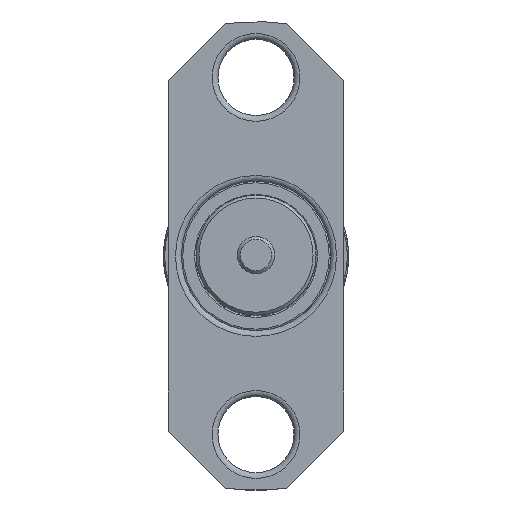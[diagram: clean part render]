
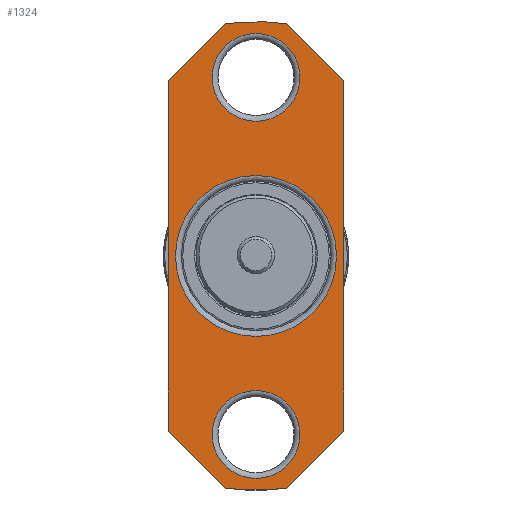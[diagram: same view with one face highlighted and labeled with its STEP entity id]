
A CAD part, top view. The second image highlights one B-rep face of the part: STEP entity #1324.
In plain terms, the highlighted planar face has unit normal (0, 0, 1).
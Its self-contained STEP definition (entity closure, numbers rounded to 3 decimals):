
#47=LINE('',#2573,#83);
#49=LINE('',#2577,#85);
#51=LINE('',#2581,#87);
#54=LINE('',#2589,#90);
#56=LINE('',#2593,#92);
#58=LINE('',#2597,#94);
#83=VECTOR('',#1599,1000.);
#85=VECTOR('',#1603,1000.);
#87=VECTOR('',#1607,1000.);
#90=VECTOR('',#1616,1000.);
#92=VECTOR('',#1620,1000.);
#94=VECTOR('',#1624,1000.);
#125=PLANE('',#1420);
#168=CIRCLE('',#1407,8.);
#169=CIRCLE('',#1412,8.);
#170=CIRCLE('',#1417,1.5);
#171=CIRCLE('',#1419,1.5);
#172=CIRCLE('',#1421,2.75);
#346=ORIENTED_EDGE('',*,*,#515,.T.);
#347=ORIENTED_EDGE('',*,*,#516,.T.);
#348=ORIENTED_EDGE('',*,*,#514,.T.);
#349=ORIENTED_EDGE('',*,*,#513,.T.);
#350=ORIENTED_EDGE('',*,*,#511,.T.);
#351=ORIENTED_EDGE('',*,*,#509,.T.);
#352=ORIENTED_EDGE('',*,*,#507,.T.);
#353=ORIENTED_EDGE('',*,*,#505,.T.);
#354=ORIENTED_EDGE('',*,*,#503,.T.);
#355=ORIENTED_EDGE('',*,*,#501,.T.);
#356=ORIENTED_EDGE('',*,*,#499,.T.);
#499=EDGE_CURVE('',#603,#602,#168,.T.);
#501=EDGE_CURVE('',#604,#603,#47,.T.);
#503=EDGE_CURVE('',#605,#604,#49,.T.);
#505=EDGE_CURVE('',#606,#605,#51,.T.);
#507=EDGE_CURVE('',#607,#606,#169,.T.);
#509=EDGE_CURVE('',#608,#607,#54,.T.);
#511=EDGE_CURVE('',#609,#608,#56,.T.);
#513=EDGE_CURVE('',#602,#609,#58,.T.);
#514=EDGE_CURVE('',#610,#610,#170,.F.);
#515=EDGE_CURVE('',#611,#611,#171,.F.);
#516=EDGE_CURVE('',#612,#612,#172,.F.);
#602=VERTEX_POINT('',#2568);
#603=VERTEX_POINT('',#2570);
#604=VERTEX_POINT('',#2574);
#605=VERTEX_POINT('',#2578);
#606=VERTEX_POINT('',#2582);
#607=VERTEX_POINT('',#2586);
#608=VERTEX_POINT('',#2590);
#609=VERTEX_POINT('',#2594);
#610=VERTEX_POINT('',#2600);
#611=VERTEX_POINT('',#2603);
#612=VERTEX_POINT('',#2606);
#703=EDGE_LOOP('',(#346));
#704=EDGE_LOOP('',(#347));
#705=EDGE_LOOP('',(#348));
#706=EDGE_LOOP('',(#349,#350,#351,#352,#353,#354,#355,#356));
#803=FACE_BOUND('',#703,.T.);
#804=FACE_BOUND('',#704,.T.);
#805=FACE_BOUND('',#705,.T.);
#806=FACE_BOUND('',#706,.T.);
#1324=ADVANCED_FACE('',(#803,#804,#805,#806),#125,.T.);
#1407=AXIS2_PLACEMENT_3D('',#2569,#1594,#1595);
#1412=AXIS2_PLACEMENT_3D('',#2585,#1611,#1612);
#1417=AXIS2_PLACEMENT_3D('',#2599,#1627,#1628);
#1419=AXIS2_PLACEMENT_3D('',#2602,#1631,#1632);
#1420=AXIS2_PLACEMENT_3D('',#2604,#1633,#1634);
#1421=AXIS2_PLACEMENT_3D('',#2605,#1635,#1636);
#1594=DIRECTION('',(0.,0.,1.));
#1595=DIRECTION('',(1.,0.,0.));
#1599=DIRECTION('',(0.707,-0.707,0.));
#1603=DIRECTION('',(0.,-1.,0.));
#1607=DIRECTION('',(-0.707,-0.707,0.));
#1611=DIRECTION('',(0.,0.,1.));
#1612=DIRECTION('',(1.,0.,0.));
#1616=DIRECTION('',(-0.707,0.707,0.));
#1620=DIRECTION('',(0.,1.,0.));
#1624=DIRECTION('',(0.707,0.707,0.));
#1627=DIRECTION('',(0.,0.,1.));
#1628=DIRECTION('',(1.,0.,0.));
#1631=DIRECTION('',(0.,0.,1.));
#1632=DIRECTION('',(1.,0.,0.));
#1633=DIRECTION('',(0.,0.,1.));
#1634=DIRECTION('',(1.,0.,0.));
#1635=DIRECTION('',(0.,0.,1.));
#1636=DIRECTION('',(1.,0.,0.));
#2568=CARTESIAN_POINT('',(1.049,-7.931,1.6));
#2569=CARTESIAN_POINT('',(0.,0.,1.6));
#2570=CARTESIAN_POINT('',(-1.049,-7.931,1.6));
#2573=CARTESIAN_POINT('',(-1.049,-7.931,1.6));
#2574=CARTESIAN_POINT('',(-3.,-5.98,1.6));
#2577=CARTESIAN_POINT('',(-3.,5.98,1.6));
#2578=CARTESIAN_POINT('',(-3.,5.98,1.6));
#2581=CARTESIAN_POINT('',(-3.,5.98,1.6));
#2582=CARTESIAN_POINT('',(-1.049,7.931,1.6));
#2585=CARTESIAN_POINT('',(0.,0.,1.6));
#2586=CARTESIAN_POINT('',(1.049,7.931,1.6));
#2589=CARTESIAN_POINT('',(1.049,7.931,1.6));
#2590=CARTESIAN_POINT('',(3.,5.98,1.6));
#2593=CARTESIAN_POINT('',(3.,-5.98,1.6));
#2594=CARTESIAN_POINT('',(3.,-5.98,1.6));
#2597=CARTESIAN_POINT('',(3.,-5.98,1.6));
#2599=CARTESIAN_POINT('',(0.,-6.1,1.6));
#2600=CARTESIAN_POINT('',(1.5,-6.1,1.6));
#2602=CARTESIAN_POINT('',(0.,6.1,1.6));
#2603=CARTESIAN_POINT('',(1.5,6.1,1.6));
#2604=CARTESIAN_POINT('',(0.,0.,1.6));
#2605=CARTESIAN_POINT('',(0.,0.,1.6));
#2606=CARTESIAN_POINT('',(2.75,0.,1.6));
